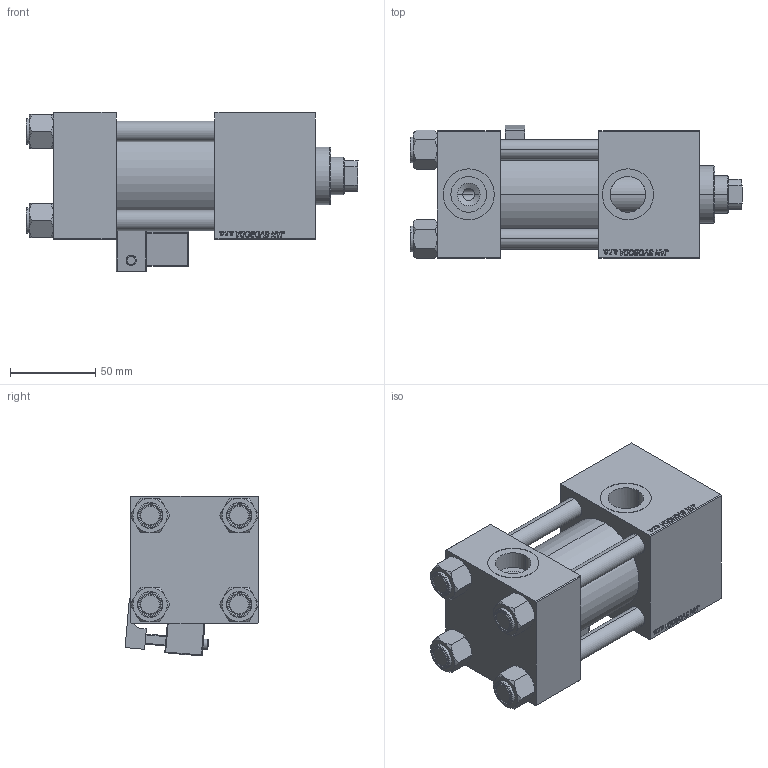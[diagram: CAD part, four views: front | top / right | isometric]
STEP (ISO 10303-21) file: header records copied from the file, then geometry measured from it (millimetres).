
FILE_DESCRIPTION (( 'STEP AP203' ), '1' );
FILE_NAME ('16a6.STEP', '2022-08-09T16:30:18', ( '' ), ( '' ), 'SwSTEP 2.0', 'SolidWorks 2019', '' );
FILE_SCHEMA (( 'CONFIG_CONTROL_DESIGN' ));
Length unit declared in the file: millimetre
Products named in the file (7): 16a6; V215CD_VCP_C 70bef72b8a795d02e1d9f2f355503a9c; V215CD_Body_C 70bef72b8a795d02e1d9f2f355503a9c; NUT_M5_V215CD_C 70bef72b8a795d02e1d9f2f355503a9c; V215CR_MSU 70bef72b8a795d02e1d9f2f355503a9c; V215CD_VC_C 70bef72b8a795d02e1d9f2f355503a9c; V215CD_C_TYCINKA 70bef72b8a795d02e1d9f2f355503a9c
Assembly tree (12 placements, depth 2):
  16a6
    V215CD_Body_C 70bef72b8a795d02e1d9f2f355503a9c
    V215CD_VC_C 70bef72b8a795d02e1d9f2f355503a9c
    V215CD_VCP_C 70bef72b8a795d02e1d9f2f355503a9c
    V215CD_C_TYCINKA 70bef72b8a795d02e1d9f2f355503a9c  x4
    NUT_M5_V215CD_C 70bef72b8a795d02e1d9f2f355503a9c  x4
    V215CR_MSU 70bef72b8a795d02e1d9f2f355503a9c
Bounding box: 195 x 78.61 x 93.85 mm (x, y, z)
Volume: 677488.1 mm3; surface area: 153498.3 mm2
Topology: 12 solids, 12 shells, 1231 faces, 3065 edges, 1969 vertices
Faces by surface type: plane 557, bspline 392, cone 136, cylinder 120, torus 14, sphere 12
Entity records: 52540 total; most frequent: CARTESIAN_POINT 27483, ORIENTED_EDGE 5598, DIRECTION 3723, EDGE_CURVE 2799, VERTEX_POINT 1825, LINE 1693, VECTOR 1693, EDGE_LOOP 1246
